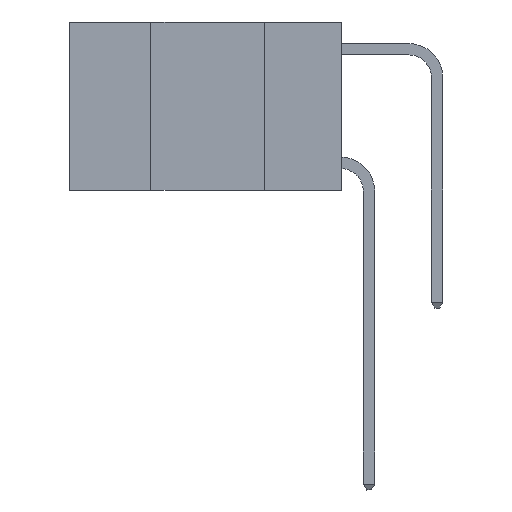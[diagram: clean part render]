
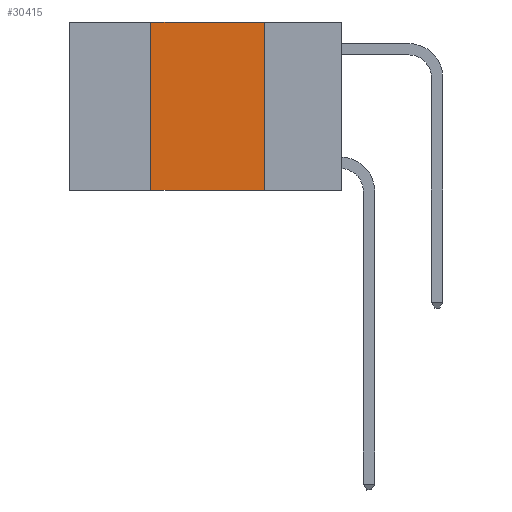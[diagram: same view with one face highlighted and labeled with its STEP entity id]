
A CAD part, left-side view. The second image highlights one B-rep face of the part: STEP entity #30415.
In plain terms, the highlighted planar face has unit normal (-1, 0, 0).
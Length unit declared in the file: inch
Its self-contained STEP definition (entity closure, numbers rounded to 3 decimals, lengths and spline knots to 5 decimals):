
#407 = VERTEX_POINT ( 'NONE', #8780 ) ;
#526 = EDGE_CURVE ( 'NONE', #14937, #407, #31452, .T. ) ;
#1597 = ORIENTED_EDGE ( 'NONE', *, *, #526, .F. ) ;
#3884 = VECTOR ( 'NONE', #27096, 39.37008 ) ;
#4801 = AXIS2_PLACEMENT_3D ( 'NONE', #22732, #8128, #25270 ) ;
#5082 = LINE ( 'NONE', #26278, #18195 ) ;
#5652 = PLANE ( 'NONE',  #4801 ) ;
#5745 = CARTESIAN_POINT ( 'NONE',  ( 0., 0.42, 0. ) ) ;
#5805 = EDGE_CURVE ( 'NONE', #29507, #407, #5082, .T. ) ;
#8128 = DIRECTION ( 'NONE',  ( 1., 0., 0. ) ) ;
#8780 = CARTESIAN_POINT ( 'NONE',  ( 0., 0.17, -0.37 ) ) ;
#9317 = DIRECTION ( 'NONE',  ( 0., 0., -1. ) ) ;
#9588 = ORIENTED_EDGE ( 'NONE', *, *, #11169, .F. ) ;
#9779 = CARTESIAN_POINT ( 'NONE',  ( 0., 0.42, -0.37 ) ) ;
#9959 = CARTESIAN_POINT ( 'NONE',  ( 0., 0.42, 0. ) ) ;
#11132 = VECTOR ( 'NONE', #21512, 39.37008 ) ;
#11169 = EDGE_CURVE ( 'NONE', #29507, #17052, #16949, .T. ) ;
#11607 = DIRECTION ( 'NONE',  ( 0., -1., 0. ) ) ;
#11849 = CARTESIAN_POINT ( 'NONE',  ( 0., 0.17, 0. ) ) ;
#12744 = FACE_OUTER_BOUND ( 'NONE', #18725, .T. ) ;
#14937 = VERTEX_POINT ( 'NONE', #11849 ) ;
#16949 = LINE ( 'NONE', #9959, #3884 ) ;
#17052 = VERTEX_POINT ( 'NONE', #5745 ) ;
#18195 = VECTOR ( 'NONE', #11607, 39.37008 ) ;
#18546 = VECTOR ( 'NONE', #9317, 39.37008 ) ;
#18725 = EDGE_LOOP ( 'NONE', ( #1597, #28315, #9588, #22654 ) ) ;
#21512 = DIRECTION ( 'NONE',  ( 0., -1., 0. ) ) ;
#21561 = CARTESIAN_POINT ( 'NONE',  ( 0., 0.17, 0. ) ) ;
#22654 = ORIENTED_EDGE ( 'NONE', *, *, #5805, .T. ) ;
#22732 = CARTESIAN_POINT ( 'NONE',  ( 0., 0.6, 0. ) ) ;
#25270 = DIRECTION ( 'NONE',  ( 0., 0., -1. ) ) ;
#26278 = CARTESIAN_POINT ( 'NONE',  ( 0., 0.6, -0.37 ) ) ;
#26306 = CARTESIAN_POINT ( 'NONE',  ( 0., 0.6, 0. ) ) ;
#27096 = DIRECTION ( 'NONE',  ( 0., 0., 1. ) ) ;
#28315 = ORIENTED_EDGE ( 'NONE', *, *, #31275, .F. ) ;
#29507 = VERTEX_POINT ( 'NONE', #9779 ) ;
#30415 = ADVANCED_FACE ( 'NONE', ( #12744 ), #5652, .F. ) ;
#31275 = EDGE_CURVE ( 'NONE', #17052, #14937, #31370, .T. ) ;
#31370 = LINE ( 'NONE', #26306, #11132 ) ;
#31452 = LINE ( 'NONE', #21561, #18546 ) ;
